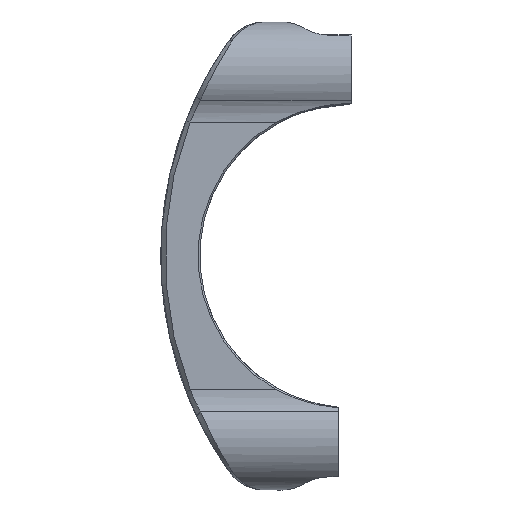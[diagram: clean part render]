
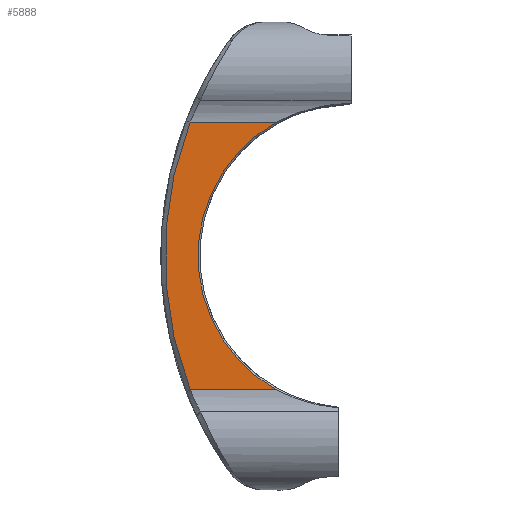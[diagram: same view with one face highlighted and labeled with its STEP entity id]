
A CAD part, front view. The second image highlights one B-rep face of the part: STEP entity #5888.
In plain terms, the highlighted planar face has unit normal (0, -1, 0).
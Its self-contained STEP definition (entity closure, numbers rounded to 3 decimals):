
#228 = ORIENTED_EDGE ( 'NONE', *, *, #5797, .T. ) ;
#229 = ORIENTED_EDGE ( 'NONE', *, *, #6065, .T. ) ;
#230 = ORIENTED_EDGE ( 'NONE', *, *, #6088, .F. ) ;
#231 = ORIENTED_EDGE ( 'NONE', *, *, #6062, .T. ) ;
#867 = EDGE_LOOP ( 'NONE', ( #228, #229, #230, #231 ) ) ;
#2188 = CARTESIAN_POINT ( 'NONE',  ( -11.929, -22., 0. ) ) ;
#2192 = DIRECTION ( 'NONE',  ( 0., -1., 0. ) ) ;
#2193 = DIRECTION ( 'NONE',  ( 0., 0., -1. ) ) ;
#2201 = CARTESIAN_POINT ( 'NONE',  ( -33., -22., 0. ) ) ;
#2202 = DIRECTION ( 'NONE',  ( 0., 1., 0. ) ) ;
#2203 = DIRECTION ( 'NONE',  ( 0., 0., -1. ) ) ;
#3220 = PLANE ( 'NONE',  #6310 ) ;
#3223 = CARTESIAN_POINT ( 'NONE',  ( -55., -22., 15.454 ) ) ;
#3235 = DIRECTION ( 'NONE',  ( 0., -1., 0. ) ) ;
#3236 = DIRECTION ( 'NONE',  ( 0., 0., -1. ) ) ;
#3243 = VERTEX_POINT ( 'NONE', #3281 ) ;
#3281 = CARTESIAN_POINT ( 'NONE',  ( -41.625, -22., 15.454 ) ) ;
#3375 = CARTESIAN_POINT ( 'NONE',  ( -41.625, -22., -15.454 ) ) ;
#3376 = CARTESIAN_POINT ( 'NONE',  ( -51.596, -22., -15.454 ) ) ;
#3462 = CARTESIAN_POINT ( 'NONE',  ( -51.602, -22., 15.454 ) ) ;
#3872 = VERTEX_POINT ( 'NONE', #3375 ) ;
#3873 = VERTEX_POINT ( 'NONE', #3376 ) ;
#3959 = VERTEX_POINT ( 'NONE', #3462 ) ;
#4147 = CARTESIAN_POINT ( 'NONE',  ( -55., -22., 15.454 ) ) ;
#4152 = DIRECTION ( 'NONE',  ( 1., 0., 0. ) ) ;
#5017 = CARTESIAN_POINT ( 'NONE',  ( -55., -22., -15.454 ) ) ;
#5018 = DIRECTION ( 'NONE',  ( 1., 0., 0. ) ) ;
#5198 = LINE ( 'NONE', #5017, #5200 ) ;
#5200 = VECTOR ( 'NONE', #5018, 1000. ) ;
#5293 = FACE_OUTER_BOUND ( 'NONE', #867, .T. ) ;
#5546 = CIRCLE ( 'NONE', #6396, 42.571 ) ;
#5549 = CIRCLE ( 'NONE', #6397, 17.698 ) ;
#5555 = LINE ( 'NONE', #4147, #5565 ) ;
#5565 = VECTOR ( 'NONE', #4152, 1000. ) ;
#5797 = EDGE_CURVE ( 'NONE', #3873, #3872, #5198, .T. ) ;
#5888 = ADVANCED_FACE ( 'NONE', ( #5293 ), #3220, .T. ) ;
#6062 = EDGE_CURVE ( 'NONE', #3959, #3873, #5546, .T. ) ;
#6065 = EDGE_CURVE ( 'NONE', #3872, #3243, #5549, .T. ) ;
#6088 = EDGE_CURVE ( 'NONE', #3959, #3243, #5555, .T. ) ;
#6310 = AXIS2_PLACEMENT_3D ( 'NONE', #3223, #3235, #3236 ) ;
#6396 = AXIS2_PLACEMENT_3D ( 'NONE', #2188, #2192, #2193 ) ;
#6397 = AXIS2_PLACEMENT_3D ( 'NONE', #2201, #2202, #2203 ) ;
